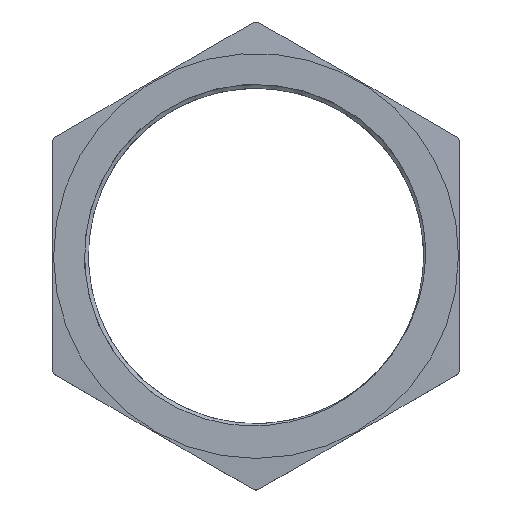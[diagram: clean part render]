
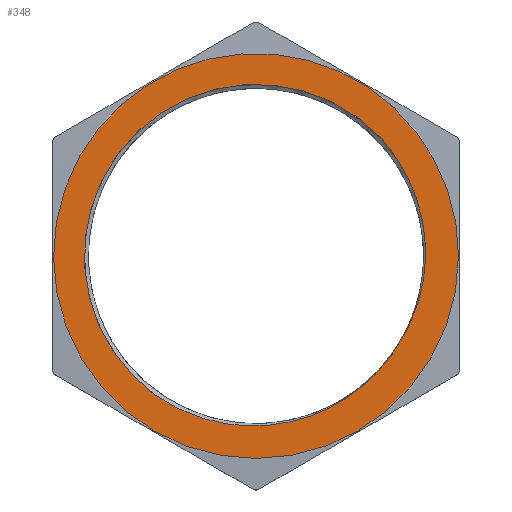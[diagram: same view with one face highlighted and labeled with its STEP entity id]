
A CAD part, top view. The second image highlights one B-rep face of the part: STEP entity #348.
In plain terms, the highlighted planar face has unit normal (0, 0, 1).
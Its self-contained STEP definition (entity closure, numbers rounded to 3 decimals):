
#18=FACE_BOUND('',#134,.T.);
#64=PLANE('',#392);
#66=CIRCLE('',#359,43.304);
#67=CIRCLE('',#361,44.304);
#69=CIRCLE('',#370,52.25);
#110=FACE_OUTER_BOUND('',#133,.T.);
#133=EDGE_LOOP('',(#322));
#134=EDGE_LOOP('',(#323,#324,#325,#326));
#137=B_SPLINE_CURVE_WITH_KNOTS('',3,(#733,#734,#735,#736,#737,#738,#739,
#740,#741,#742,#743,#744,#745,#746,#747,#748),.UNSPECIFIED.,.F.,.F.,(4,
3,3,3,3,4),(-6.043,-4.242,-2.24,-2.129,
-0.619,0.),.UNSPECIFIED.);
#142=B_SPLINE_CURVE_WITH_KNOTS('',3,(#1177,#1178,#1179,#1180,#1181,#1182,
#1183,#1184,#1185,#1186,#1187,#1188,#1189,#1190,#1191,#1192),
 .UNSPECIFIED.,.F.,.F.,(4,3,3,3,3,4),(-6.04,-4.212,
-2.312,-2.098,-0.587,0.),
 .UNSPECIFIED.);
#145=VERTEX_POINT('',#686);
#146=VERTEX_POINT('',#732);
#148=VERTEX_POINT('',#797);
#150=VERTEX_POINT('',#1049);
#175=VERTEX_POINT('',#1275);
#179=EDGE_CURVE('',#145,#146,#137,.T.);
#183=EDGE_CURVE('',#148,#145,#66,.T.);
#186=EDGE_CURVE('',#150,#148,#142,.T.);
#187=EDGE_CURVE('',#150,#146,#67,.T.);
#213=EDGE_CURVE('',#175,#175,#69,.T.);
#322=ORIENTED_EDGE('',*,*,#213,.F.);
#323=ORIENTED_EDGE('',*,*,#187,.T.);
#324=ORIENTED_EDGE('',*,*,#179,.F.);
#325=ORIENTED_EDGE('',*,*,#183,.F.);
#326=ORIENTED_EDGE('',*,*,#186,.F.);
#348=ADVANCED_FACE('',(#110,#18),#64,.T.);
#359=AXIS2_PLACEMENT_3D('',#843,#399,#400);
#361=AXIS2_PLACEMENT_3D('',#1194,#403,#404);
#370=AXIS2_PLACEMENT_3D('',#1276,#433,#434);
#392=AXIS2_PLACEMENT_3D('',#1299,#477,#478);
#399=DIRECTION('center_axis',(0.,0.,1.));
#400=DIRECTION('ref_axis',(-1.,0.,0.));
#403=DIRECTION('center_axis',(0.,0.,-1.));
#404=DIRECTION('ref_axis',(-1.,0.,0.));
#433=DIRECTION('center_axis',(0.,0.,-1.));
#434=DIRECTION('ref_axis',(-1.,0.,0.));
#477=DIRECTION('center_axis',(0.,0.,1.));
#478=DIRECTION('ref_axis',(1.,0.,0.));
#686=CARTESIAN_POINT('',(35.53,-24.755,10.));
#732=CARTESIAN_POINT('',(31.903,30.741,10.));
#733=CARTESIAN_POINT('Ctrl Pts',(35.531,-24.757,10.));
#734=CARTESIAN_POINT('Ctrl Pts',(39.038,-19.891,10.));
#735=CARTESIAN_POINT('Ctrl Pts',(41.522,-14.306,10.));
#736=CARTESIAN_POINT('Ctrl Pts',(42.78,-8.458,10.));
#737=CARTESIAN_POINT('Ctrl Pts',(44.179,-1.953,10.));
#738=CARTESIAN_POINT('Ctrl Pts',(44.058,4.881,10.));
#739=CARTESIAN_POINT('Ctrl Pts',(42.453,11.329,10.));
#740=CARTESIAN_POINT('Ctrl Pts',(42.365,11.685,10.));
#741=CARTESIAN_POINT('Ctrl Pts',(42.272,12.04,10.));
#742=CARTESIAN_POINT('Ctrl Pts',(42.174,12.394,10.));
#743=CARTESIAN_POINT('Ctrl Pts',(40.84,17.227,10.));
#744=CARTESIAN_POINT('Ctrl Pts',(38.656,21.835,10.));
#745=CARTESIAN_POINT('Ctrl Pts',(35.785,25.942,10.));
#746=CARTESIAN_POINT('Ctrl Pts',(34.607,27.626,10.));
#747=CARTESIAN_POINT('Ctrl Pts',(33.311,29.231,10.));
#748=CARTESIAN_POINT('Ctrl Pts',(31.903,30.741,10.));
#797=CARTESIAN_POINT('',(29.346,-31.845,10.));
#843=CARTESIAN_POINT('Origin',(0.,0.,10.));
#1049=CARTESIAN_POINT('',(-26.13,-35.778,10.));
#1177=CARTESIAN_POINT('Ctrl Pts',(-26.131,-35.779,10.));
#1178=CARTESIAN_POINT('Ctrl Pts',(-21.149,-39.288,10.));
#1179=CARTESIAN_POINT('Ctrl Pts',(-15.45,-41.757,10.));
#1180=CARTESIAN_POINT('Ctrl Pts',(-9.495,-42.97,10.));
#1181=CARTESIAN_POINT('Ctrl Pts',(-3.304,-44.231,10.));
#1182=CARTESIAN_POINT('Ctrl Pts',(3.172,-44.13,10.));
#1183=CARTESIAN_POINT('Ctrl Pts',(9.311,-42.688,10.));
#1184=CARTESIAN_POINT('Ctrl Pts',(10.003,-42.526,10.));
#1185=CARTESIAN_POINT('Ctrl Pts',(10.69,-42.346,10.));
#1186=CARTESIAN_POINT('Ctrl Pts',(11.374,-42.149,10.));
#1187=CARTESIAN_POINT('Ctrl Pts',(16.195,-40.762,10.));
#1188=CARTESIAN_POINT('Ctrl Pts',(20.779,-38.52,10.));
#1189=CARTESIAN_POINT('Ctrl Pts',(24.843,-35.585,10.));
#1190=CARTESIAN_POINT('Ctrl Pts',(26.423,-34.443,10.));
#1191=CARTESIAN_POINT('Ctrl Pts',(27.928,-33.195,10.));
#1192=CARTESIAN_POINT('Ctrl Pts',(29.346,-31.845,10.));
#1194=CARTESIAN_POINT('Origin',(0.,0.,10.));
#1275=CARTESIAN_POINT('',(52.25,0.,10.));
#1276=CARTESIAN_POINT('Origin',(0.,0.,10.));
#1299=CARTESIAN_POINT('Origin',(52.285,-30.187,10.));
